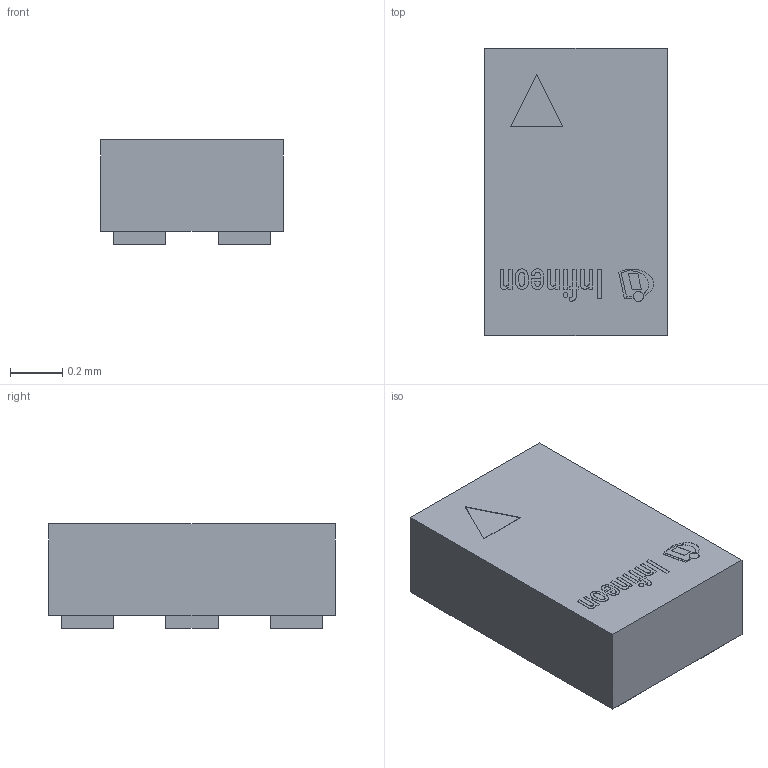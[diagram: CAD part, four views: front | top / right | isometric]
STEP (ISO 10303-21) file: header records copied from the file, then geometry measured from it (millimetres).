
FILE_DESCRIPTION(/* description */ (''),/* implementation_level */ '2;1');
FILE_NAME(/* name */ 'PG-TSLP-6-2_Z8B00159347_V02_3D.stp',/* time_stamp */ '2024-09-10T16:36:12+05:30',/* author */ ('sivamani'),/* organization */ (''),/* preprocessor_version */ 'ST-DEVELOPER v19.2',/* originating_system */ 'AutoCAD Mechanical',/* authorisation */ '');
FILE_SCHEMA (('AUTOMOTIVE_DESIGN { 1 0 10303 214 3 1 1 }'));
Length unit declared in the file: millimetre
Products named in the file (1): Product
Bounding box: 0.7 x 1.1 x 0.4 mm (x, y, z)
Volume: 0.3 mm3; surface area: 3.6 mm2
Topology: 20 solids, 20 shells, 164 faces, 369 edges, 246 vertices
Faces by surface type: plane 142, bspline 18, cylinder 4
Entity records: 4754 total; most frequent: CARTESIAN_POINT 1150, ORIENTED_EDGE 738, DIRECTION 635, EDGE_CURVE 369, LINE 325, VECTOR 325, VERTEX_POINT 246, EDGE_LOOP 169
